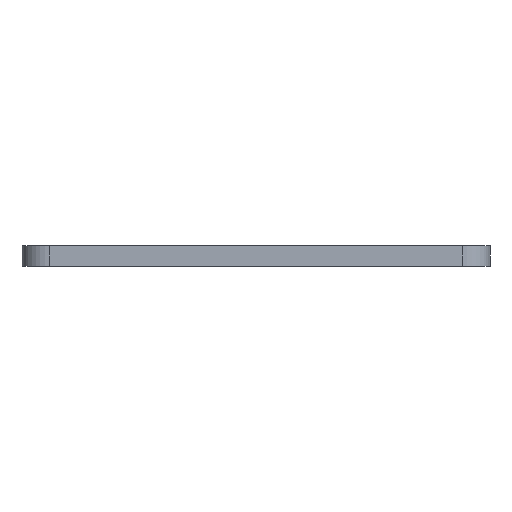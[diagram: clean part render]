
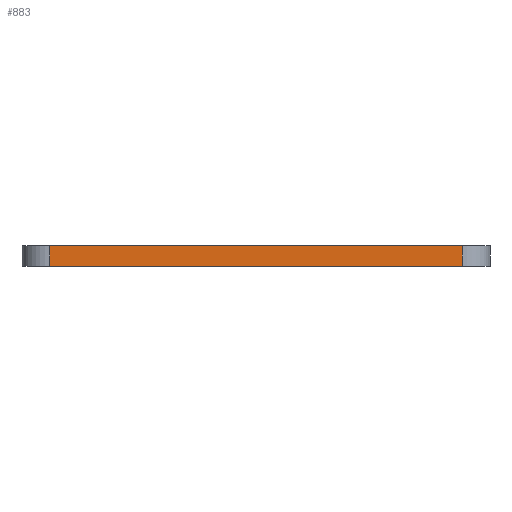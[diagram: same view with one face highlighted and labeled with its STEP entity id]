
A CAD part, front view. The second image highlights one B-rep face of the part: STEP entity #883.
In plain terms, the highlighted planar face has unit normal (0, -1, 0).
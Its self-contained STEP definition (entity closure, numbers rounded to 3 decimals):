
#47=PLANE('',#985);
#89=FACE_OUTER_BOUND('',#133,.T.);
#133=EDGE_LOOP('',(#721,#722,#723,#724));
#225=LINE('',#1490,#303);
#226=LINE('',#1493,#304);
#227=LINE('',#1495,#305);
#228=LINE('',#1496,#306);
#303=VECTOR('',#1231,10.);
#304=VECTOR('',#1234,10.);
#305=VECTOR('',#1235,10.);
#306=VECTOR('',#1236,10.);
#435=VERTEX_POINT('',#1486);
#436=VERTEX_POINT('',#1488);
#437=VERTEX_POINT('',#1492);
#438=VERTEX_POINT('',#1494);
#557=EDGE_CURVE('',#435,#436,#225,.T.);
#558=EDGE_CURVE('',#435,#437,#226,.T.);
#559=EDGE_CURVE('',#438,#436,#227,.T.);
#560=EDGE_CURVE('',#437,#438,#228,.T.);
#721=ORIENTED_EDGE('',*,*,#558,.F.);
#722=ORIENTED_EDGE('',*,*,#557,.T.);
#723=ORIENTED_EDGE('',*,*,#559,.F.);
#724=ORIENTED_EDGE('',*,*,#560,.F.);
#883=ADVANCED_FACE('',(#89),#47,.T.);
#985=AXIS2_PLACEMENT_3D('',#1491,#1232,#1233);
#1231=DIRECTION('',(0.,0.,1.));
#1232=DIRECTION('center_axis',(0.,-1.,0.));
#1233=DIRECTION('ref_axis',(1.,0.,0.));
#1234=DIRECTION('',(-1.,0.,0.));
#1235=DIRECTION('',(1.,0.,0.));
#1236=DIRECTION('',(0.,0.,1.));
#1486=CARTESIAN_POINT('',(30.,-29.,0.));
#1488=CARTESIAN_POINT('',(30.,-29.,3.));
#1490=CARTESIAN_POINT('',(30.,-29.,0.));
#1491=CARTESIAN_POINT('Origin',(-30.,-29.,0.));
#1492=CARTESIAN_POINT('',(-30.,-29.,0.));
#1493=CARTESIAN_POINT('',(30.,-29.,0.));
#1494=CARTESIAN_POINT('',(-30.,-29.,3.));
#1495=CARTESIAN_POINT('',(30.,-29.,3.));
#1496=CARTESIAN_POINT('',(-30.,-29.,0.));
